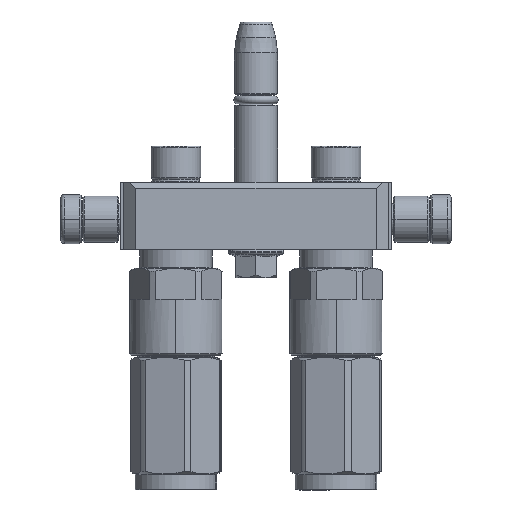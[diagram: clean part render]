
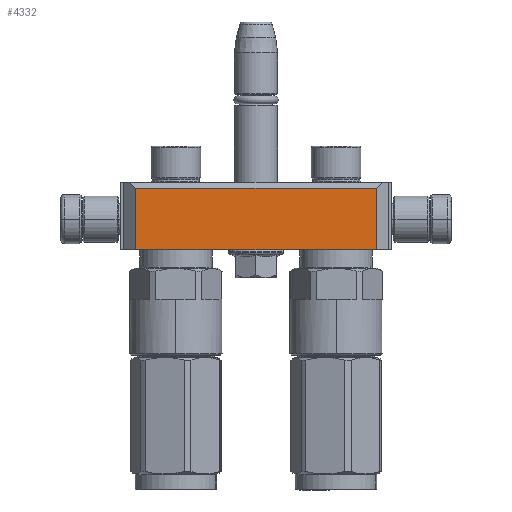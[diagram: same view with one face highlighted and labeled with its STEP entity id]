
A CAD part, left-side view. The second image highlights one B-rep face of the part: STEP entity #4332.
In plain terms, the highlighted planar face has unit normal (-1, 0, 0).
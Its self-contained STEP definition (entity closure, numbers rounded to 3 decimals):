
#1417 = ORIENTED_EDGE ( 'NONE', *, *, #38051, .F. ) ;
#4332 = ADVANCED_FACE ( 'NONE', ( #33767 ), #13715, .T. ) ;
#5920 = ORIENTED_EDGE ( 'NONE', *, *, #29959, .T. ) ;
#7161 = LINE ( 'NONE', #27827, #10558 ) ;
#7296 = CARTESIAN_POINT ( 'NONE',  ( -40., 39., 22. ) ) ;
#9625 = DIRECTION ( 'NONE',  ( -1., 0., 0. ) ) ;
#9649 = DIRECTION ( 'NONE',  ( 0., 0., -1. ) ) ;
#10558 = VECTOR ( 'NONE', #38710, 1000. ) ;
#13715 = PLANE ( 'NONE',  #15374 ) ;
#13802 = VECTOR ( 'NONE', #9649, 1000. ) ;
#15374 = AXIS2_PLACEMENT_3D ( 'NONE', #17551, #9625, #17399 ) ;
#16127 = DIRECTION ( 'NONE',  ( 0., -1., 0. ) ) ;
#16334 = EDGE_LOOP ( 'NONE', ( #1417, #5920, #28398, #18899 ) ) ;
#16793 = VERTEX_POINT ( 'NONE', #25764 ) ;
#17283 = VERTEX_POINT ( 'NONE', #39917 ) ;
#17399 = DIRECTION ( 'NONE',  ( 0., -1., 0. ) ) ;
#17421 = CARTESIAN_POINT ( 'NONE',  ( -40., -39., 22. ) ) ;
#17551 = CARTESIAN_POINT ( 'NONE',  ( -40., 44., 0. ) ) ;
#18899 = ORIENTED_EDGE ( 'NONE', *, *, #22497, .F. ) ;
#19291 = LINE ( 'NONE', #7296, #46031 ) ;
#22497 = EDGE_CURVE ( 'NONE', #17283, #43904, #23443, .T. ) ;
#23443 = LINE ( 'NONE', #17421, #13802 ) ;
#25764 = CARTESIAN_POINT ( 'NONE',  ( -40., 39., 22. ) ) ;
#27166 = CARTESIAN_POINT ( 'NONE',  ( -40., 39., 22. ) ) ;
#27827 = CARTESIAN_POINT ( 'NONE',  ( -40., -39., 2. ) ) ;
#28398 = ORIENTED_EDGE ( 'NONE', *, *, #37649, .F. ) ;
#29857 = LINE ( 'NONE', #27166, #45854 ) ;
#29959 = EDGE_CURVE ( 'NONE', #16793, #38955, #19291, .T. ) ;
#33109 = CARTESIAN_POINT ( 'NONE',  ( -40., -39., 2. ) ) ;
#33767 = FACE_OUTER_BOUND ( 'NONE', #16334, .T. ) ;
#37649 = EDGE_CURVE ( 'NONE', #43904, #38955, #7161, .T. ) ;
#38051 = EDGE_CURVE ( 'NONE', #16793, #17283, #29857, .T. ) ;
#38710 = DIRECTION ( 'NONE',  ( 0., 1., 0. ) ) ;
#38955 = VERTEX_POINT ( 'NONE', #40479 ) ;
#39917 = CARTESIAN_POINT ( 'NONE',  ( -40., -39., 22. ) ) ;
#40008 = DIRECTION ( 'NONE',  ( 0., 0., -1. ) ) ;
#40479 = CARTESIAN_POINT ( 'NONE',  ( -40., 39., 2. ) ) ;
#43904 = VERTEX_POINT ( 'NONE', #33109 ) ;
#45854 = VECTOR ( 'NONE', #16127, 1000. ) ;
#46031 = VECTOR ( 'NONE', #40008, 1000. ) ;
